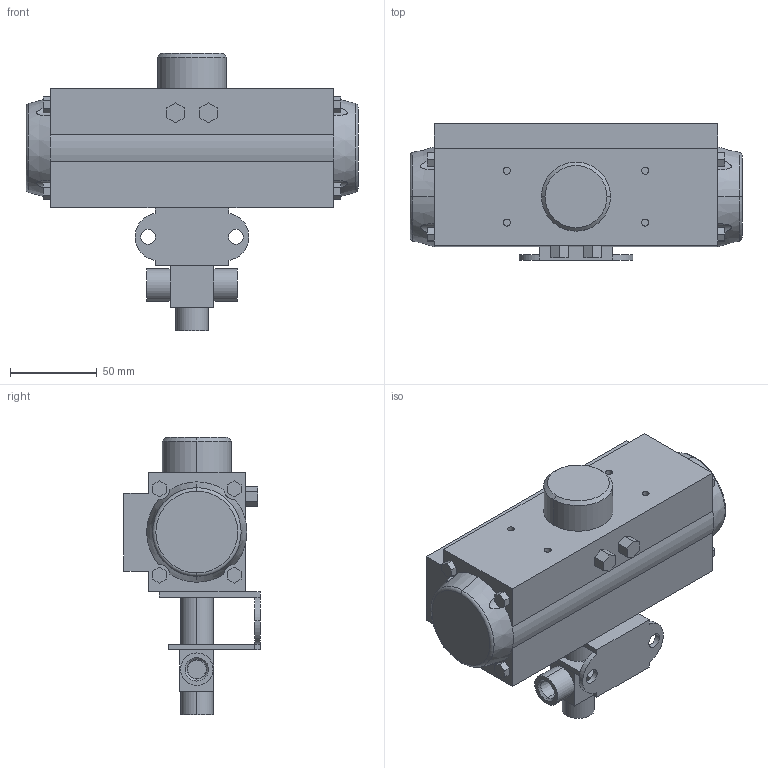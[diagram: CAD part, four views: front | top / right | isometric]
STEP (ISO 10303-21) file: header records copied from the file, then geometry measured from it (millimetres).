
FILE_DESCRIPTION(('starvars output'),'2;1');
FILE_NAME('cv20191018074847000025436.stp','07:48:48 2019/10/18',( 'Thomas Industrial Network Germany GmbH'),( 'Thomas Industrial Network Germany GmbH'),'unknown preprocess','ACIS' ,'unknown authorization');
FILE_SCHEMA(('CONFIG_CONTROL_DESIGN {UNKNOWN IMPLEMENTATION LEVEL}'));
Length unit declared in the file: millimetre
Products named in the file (1): PRODUCT_ID_1
Bounding box: 191.77 x 78.74 x 160.02 mm (x, y, z)
Volume: 873779.5 mm3; surface area: 77908.4 mm2
Topology: 1 solids, 1 shells, 188 faces, 456 edges, 298 vertices
Faces by surface type: plane 119, cylinder 47, cone 18, torus 4
Entity records: 5216 total; most frequent: CARTESIAN_POINT 1004, ORIENTED_EDGE 912, DIRECTION 753, EDGE_CURVE 456, VECTOR 307, LINE 307, VERTEX_POINT 298, AXIS2_PLACEMENT_3D 223
